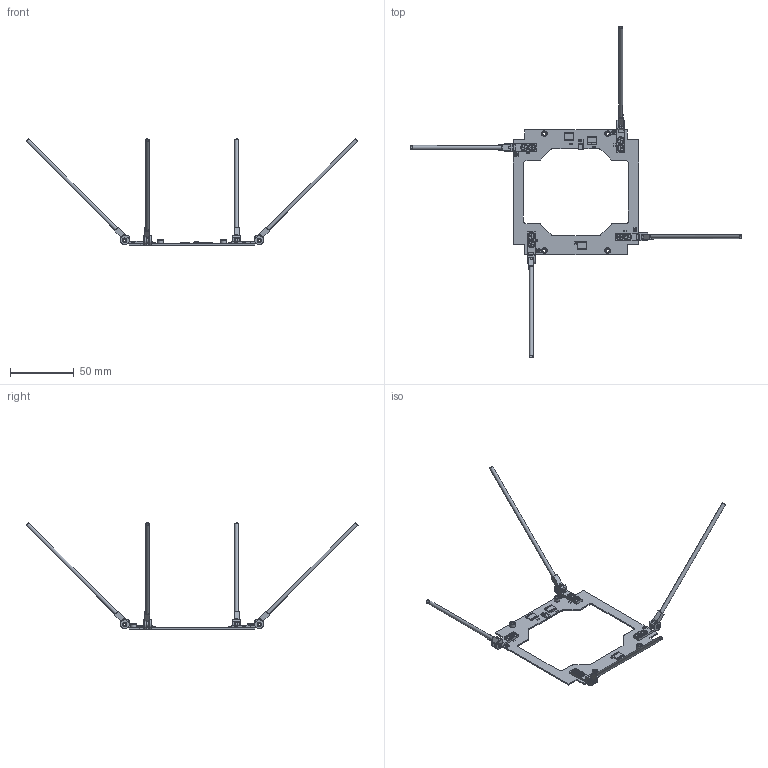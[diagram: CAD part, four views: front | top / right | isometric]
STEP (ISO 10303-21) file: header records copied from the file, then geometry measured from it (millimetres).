
FILE_DESCRIPTION((''),'2;1');
FILE_NAME('nanocom-ant430-deployed.stp','2013-02-19T12:03:31',('karl'),(''),'Autodesk Inventor 2011','Autodesk Inventor 2011','');
FILE_SCHEMA(('AUTOMOTIVE_DESIGN { 1 0 10303 214 1 1 1 1 }'));
Length unit declared in the file: millimetre
Products named in the file (14): panel-top-asm-1U; panel-top; antenna-assembly-top-1U-4.0; antenna-bracket-top-2; antenna-fork-top-1; antenna-fork-top-bush; antenna-100; DIN EN ISO 7046-1 H M2,5 x 6 - 4.8 - H; DIN EN ISO 7046-1 H M2,5 x 6 - 4.8 - H_1; hirose-ufl; qba07; ssmcx-flat; R0603; 2.5x4.5x3.0mm-spacer
Assembly tree (30 placements, depth 3):
  panel-top-asm-1U
    panel-top
    antenna-assembly-top-1U-4.0  x4
      antenna-bracket-top-2
      antenna-fork-top-1
      antenna-fork-top-bush
      antenna-100
      DIN EN ISO 7046-1 H M2,5 x 6 - 4.8 - H
      DIN EN ISO 7046-1 H M2,5 x 6 - 4.8 - H_1
    hirose-ufl  x4
    qba07  x3
    ssmcx-flat
    R0603  x7
    2.5x4.5x3.0mm-spacer  x4
Bounding box: 260.21 x 260.21 x 83.48 mm (x, y, z)
Volume: 7278.3 mm3; surface area: 22377.8 mm2
Topology: 58 solids, 58 shells, 983 faces, 2446 edges, 1569 vertices
Faces by surface type: plane 494, cylinder 307, cone 137, torus 40, sphere 4, bspline 1
Full cylindrical faces by diameter (mm): 0.3 x4, 0.58 x2, 1.6 x4, 1.8 x4, 2 x12, 2.1 x1, 2.2 x8, 2.224 x8, 2.5 x28, 3 x4, 3.5 x20, 3.8 x4, 4.5 x4, 4.7 x8
Entity records: 9981 total; most frequent: CARTESIAN_POINT 1882, DIRECTION 1632, ORIENTED_EDGE 1450, EDGE_CURVE 725, AXIS2_PLACEMENT_3D 595, VERTEX_POINT 500, VECTOR 442, LINE 442
